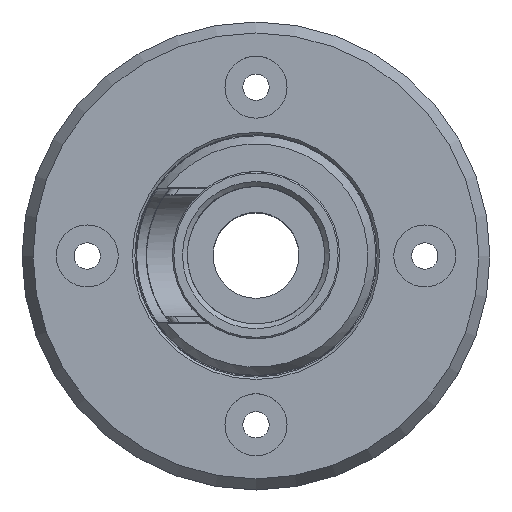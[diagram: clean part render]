
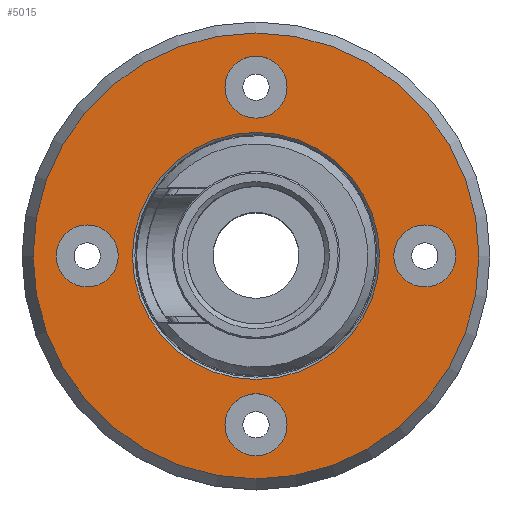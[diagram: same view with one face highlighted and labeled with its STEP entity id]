
A CAD part, top view. The second image highlights one B-rep face of the part: STEP entity #5015.
In plain terms, the highlighted planar face has unit normal (0, 0, 1).
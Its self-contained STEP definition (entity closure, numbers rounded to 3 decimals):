
#84=FACE_BOUND('',#739,.T.);
#85=FACE_BOUND('',#740,.T.);
#86=FACE_BOUND('',#741,.T.);
#87=FACE_BOUND('',#742,.T.);
#88=FACE_BOUND('',#743,.T.);
#148=PLANE('',#5477);
#440=FACE_OUTER_BOUND('',#738,.T.);
#738=EDGE_LOOP('',(#4267));
#739=EDGE_LOOP('',(#4268));
#740=EDGE_LOOP('',(#4269));
#741=EDGE_LOOP('',(#4270));
#742=EDGE_LOOP('',(#4271));
#743=EDGE_LOOP('',(#4272));
#945=CIRCLE('',#5437,6.5);
#949=CIRCLE('',#5444,6.5);
#953=CIRCLE('',#5451,6.5);
#957=CIRCLE('',#5458,6.5);
#961=CIRCLE('',#5464,46.691);
#969=CIRCLE('',#5478,25.875);
#2142=VERTEX_POINT('',#47427);
#2146=VERTEX_POINT('',#47440);
#2150=VERTEX_POINT('',#47453);
#2154=VERTEX_POINT('',#47466);
#2158=VERTEX_POINT('',#47477);
#2166=VERTEX_POINT('',#47504);
#2839=EDGE_CURVE('',#2142,#2142,#945,.T.);
#2845=EDGE_CURVE('',#2146,#2146,#949,.T.);
#2851=EDGE_CURVE('',#2150,#2150,#953,.T.);
#2857=EDGE_CURVE('',#2154,#2154,#957,.T.);
#2863=EDGE_CURVE('',#2158,#2158,#961,.T.);
#2875=EDGE_CURVE('',#2166,#2166,#969,.T.);
#4267=ORIENTED_EDGE('',*,*,#2863,.F.);
#4268=ORIENTED_EDGE('',*,*,#2857,.T.);
#4269=ORIENTED_EDGE('',*,*,#2851,.T.);
#4270=ORIENTED_EDGE('',*,*,#2845,.T.);
#4271=ORIENTED_EDGE('',*,*,#2839,.T.);
#4272=ORIENTED_EDGE('',*,*,#2875,.F.);
#5015=ADVANCED_FACE('',(#440,#84,#85,#86,#87,#88),#148,.T.);
#5437=AXIS2_PLACEMENT_3D('',#47428,#6442,#6443);
#5444=AXIS2_PLACEMENT_3D('',#47441,#6458,#6459);
#5451=AXIS2_PLACEMENT_3D('',#47454,#6474,#6475);
#5458=AXIS2_PLACEMENT_3D('',#47467,#6490,#6491);
#5464=AXIS2_PLACEMENT_3D('',#47479,#6504,#6505);
#5477=AXIS2_PLACEMENT_3D('',#47503,#6534,#6535);
#5478=AXIS2_PLACEMENT_3D('',#47505,#6536,#6537);
#6442=DIRECTION('center_axis',(0.,0.,
-1.));
#6443=DIRECTION('ref_axis',(1.,0.,0.));
#6458=DIRECTION('center_axis',(0.,0.,
-1.));
#6459=DIRECTION('ref_axis',(0.,1.,0.));
#6474=DIRECTION('center_axis',(0.,0.,
-1.));
#6475=DIRECTION('ref_axis',(-1.,0.,0.));
#6490=DIRECTION('center_axis',(0.,0.,
-1.));
#6491=DIRECTION('ref_axis',(0.,-1.,0.));
#6504=DIRECTION('center_axis',(0.,0.,
-1.));
#6505=DIRECTION('ref_axis',(1.,0.,0.));
#6534=DIRECTION('center_axis',(0.,0.,
1.));
#6535=DIRECTION('ref_axis',(1.,0.,0.));
#6536=DIRECTION('center_axis',(0.,0.,
1.));
#6537=DIRECTION('ref_axis',(1.,0.,0.));
#47427=CARTESIAN_POINT('',(166.5,-35.35,-358.852));
#47428=CARTESIAN_POINT('Origin',(173.,-35.35,-358.852));
#47440=CARTESIAN_POINT('',(208.35,-6.5,-358.852));
#47441=CARTESIAN_POINT('Origin',(208.35,0.,-358.852));
#47453=CARTESIAN_POINT('',(179.5,35.35,-358.852));
#47454=CARTESIAN_POINT('Origin',(173.,35.35,-358.852));
#47466=CARTESIAN_POINT('',(137.65,6.5,-358.852));
#47467=CARTESIAN_POINT('Origin',(137.65,0.,-358.852));
#47477=CARTESIAN_POINT('',(126.309,0.,-358.852));
#47479=CARTESIAN_POINT('Origin',(173.,0.,-358.852));
#47503=CARTESIAN_POINT('Origin',(124.,0.,-358.852));
#47504=CARTESIAN_POINT('',(147.125,0.,-358.852));
#47505=CARTESIAN_POINT('Origin',(173.,0.,-358.852));
